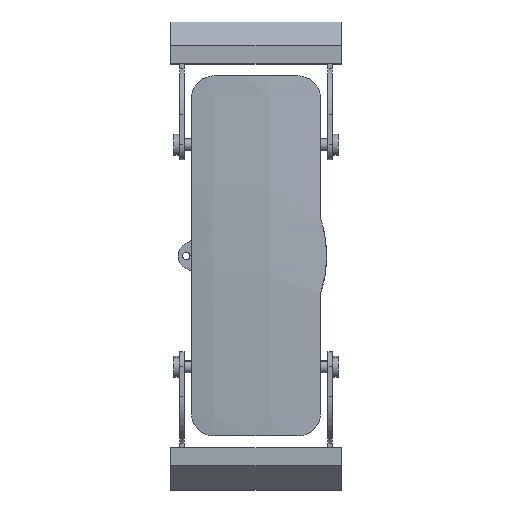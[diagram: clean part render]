
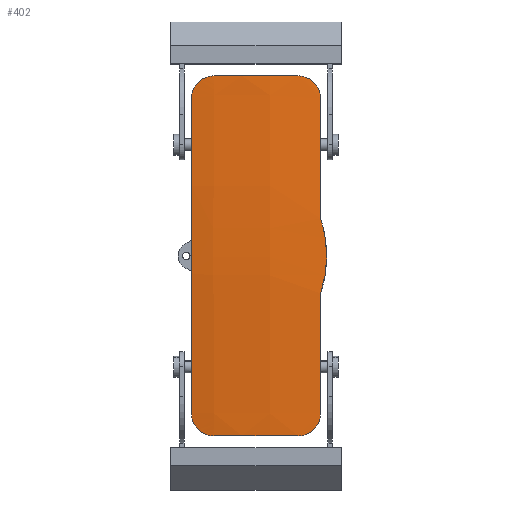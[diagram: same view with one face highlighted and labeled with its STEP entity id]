
A CAD part, top view. The second image highlights one B-rep face of the part: STEP entity #402.
In plain terms, the highlighted face is a revolution surface.
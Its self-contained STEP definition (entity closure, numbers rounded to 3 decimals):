
#352=AXIS2_PLACEMENT_3D('Circle Axis2P3D',#350,#351,$) ;
#377=AXIS2_PLACEMENT_3D('Circle Axis2P3D',#375,#376,$) ;
#222=CARTESIAN_POINT('Vertex',(7.,130.5,30.902)) ;
#236=CARTESIAN_POINT('Vertex',(7.,25.5,30.902)) ;
#240=CARTESIAN_POINT('Control Point',(7.,25.5,30.902)) ;
#241=CARTESIAN_POINT('Control Point',(7.,40.778,31.805)) ;
#242=CARTESIAN_POINT('Control Point',(7.,56.075,32.379)) ;
#243=CARTESIAN_POINT('Control Point',(7.,71.383,32.624)) ;
#244=CARTESIAN_POINT('Control Point',(7.,92.4,32.509)) ;
#245=CARTESIAN_POINT('Control Point',(7.,113.4,31.775)) ;
#246=CARTESIAN_POINT('Control Point',(7.,119.102,31.53)) ;
#247=CARTESIAN_POINT('Control Point',(7.,124.802,31.239)) ;
#248=CARTESIAN_POINT('Control Point',(7.,130.5,30.902)) ;
#305=CARTESIAN_POINT('Control Point',(28.5,17.979,31.996)) ;
#306=CARTESIAN_POINT('Control Point',(28.5,57.934,34.667)) ;
#307=CARTESIAN_POINT('Control Point',(28.5,98.066,34.667)) ;
#308=CARTESIAN_POINT('Control Point',(28.5,138.021,31.996)) ;
#309=CARTESIAN_POINT('Axis1P Location',(28.5,78.,-116.)) ;
#314=CARTESIAN_POINT('Control Point',(50.,25.5,30.902)) ;
#315=CARTESIAN_POINT('Control Point',(50.,38.82,31.689)) ;
#316=CARTESIAN_POINT('Control Point',(50.,52.158,32.176)) ;
#317=CARTESIAN_POINT('Control Point',(50.,65.5,32.363)) ;
#318=CARTESIAN_POINT('Vertex',(50.,25.5,30.902)) ;
#320=CARTESIAN_POINT('Vertex',(50.,65.5,32.363)) ;
#324=CARTESIAN_POINT('Control Point',(50.,65.5,32.363)) ;
#325=CARTESIAN_POINT('Control Point',(52.039,71.526,32.153)) ;
#326=CARTESIAN_POINT('Control Point',(52.768,78.,32.045)) ;
#327=CARTESIAN_POINT('Control Point',(52.039,84.474,32.153)) ;
#328=CARTESIAN_POINT('Control Point',(50.,90.5,32.363)) ;
#329=CARTESIAN_POINT('Vertex',(50.,90.5,32.363)) ;
#333=CARTESIAN_POINT('Control Point',(50.,130.5,30.902)) ;
#334=CARTESIAN_POINT('Control Point',(50.,117.18,31.689)) ;
#335=CARTESIAN_POINT('Control Point',(50.,103.842,32.176)) ;
#336=CARTESIAN_POINT('Control Point',(50.,90.5,32.363)) ;
#337=CARTESIAN_POINT('Vertex',(50.,130.5,30.902)) ;
#341=CARTESIAN_POINT('Control Point',(50.,130.5,30.902)) ;
#342=CARTESIAN_POINT('Control Point',(50.,132.86,30.763)) ;
#343=CARTESIAN_POINT('Control Point',(49.074,135.233,30.75)) ;
#344=CARTESIAN_POINT('Control Point',(47.192,137.088,30.903)) ;
#345=CARTESIAN_POINT('Control Point',(44.846,138.,31.111)) ;
#346=CARTESIAN_POINT('Control Point',(42.5,138.,31.334)) ;
#347=CARTESIAN_POINT('Vertex',(42.5,138.,31.334)) ;
#350=CARTESIAN_POINT('Axis2P3D Location',(28.5,138.,-116.)) ;
#354=CARTESIAN_POINT('Vertex',(14.5,138.,31.334)) ;
#358=CARTESIAN_POINT('Control Point',(7.,130.5,30.902)) ;
#359=CARTESIAN_POINT('Control Point',(7.,132.86,30.763)) ;
#360=CARTESIAN_POINT('Control Point',(7.926,135.233,30.75)) ;
#361=CARTESIAN_POINT('Control Point',(9.808,137.088,30.903)) ;
#362=CARTESIAN_POINT('Control Point',(12.154,138.,31.111)) ;
#363=CARTESIAN_POINT('Control Point',(14.5,138.,31.334)) ;
#366=CARTESIAN_POINT('Control Point',(7.,25.5,30.902)) ;
#367=CARTESIAN_POINT('Control Point',(7.,23.14,30.763)) ;
#368=CARTESIAN_POINT('Control Point',(7.926,20.767,30.75)) ;
#369=CARTESIAN_POINT('Control Point',(9.808,18.912,30.903)) ;
#370=CARTESIAN_POINT('Control Point',(12.154,18.,31.111)) ;
#371=CARTESIAN_POINT('Control Point',(14.5,18.,31.334)) ;
#372=CARTESIAN_POINT('Vertex',(14.5,18.,31.334)) ;
#375=CARTESIAN_POINT('Axis2P3D Location',(28.5,18.,-116.)) ;
#379=CARTESIAN_POINT('Vertex',(42.5,18.,31.334)) ;
#383=CARTESIAN_POINT('Control Point',(50.,25.5,30.902)) ;
#384=CARTESIAN_POINT('Control Point',(50.,23.14,30.763)) ;
#385=CARTESIAN_POINT('Control Point',(49.074,20.767,30.75)) ;
#386=CARTESIAN_POINT('Control Point',(47.192,18.912,30.903)) ;
#387=CARTESIAN_POINT('Control Point',(44.846,18.,31.111)) ;
#388=CARTESIAN_POINT('Control Point',(42.5,18.,31.334)) ;
#310=DIRECTION('Axis1P Direction',(0.,-1.,0.)) ;
#351=DIRECTION('Axis2P3D Direction',(0.,-1.,0.)) ;
#376=DIRECTION('Axis2P3D Direction',(0.,-1.,0.)) ;
#311=AXIS1_PLACEMENT('Revolution Surface Axis1P',#309,#310) ;
#391=ORIENTED_EDGE('',*,*,#322,.T.) ;
#392=ORIENTED_EDGE('',*,*,#331,.T.) ;
#393=ORIENTED_EDGE('',*,*,#339,.F.) ;
#394=ORIENTED_EDGE('',*,*,#349,.F.) ;
#395=ORIENTED_EDGE('',*,*,#356,.T.) ;
#396=ORIENTED_EDGE('',*,*,#364,.F.) ;
#397=ORIENTED_EDGE('',*,*,#249,.F.) ;
#398=ORIENTED_EDGE('',*,*,#374,.F.) ;
#399=ORIENTED_EDGE('',*,*,#381,.F.) ;
#400=ORIENTED_EDGE('',*,*,#389,.F.) ;
#402=ADVANCED_FACE('Hauptk\X2\00F6\X0\rper',(#401),#312,.F.) ;
#239=B_SPLINE_CURVE_WITH_KNOTS('',5,(#240,#241,#242,#243,#244,#245,#246,#247,#248),.UNSPECIFIED.,.F.,.U.,(6,3,6),(10.628,118.848,159.206),.UNSPECIFIED.) ;
#304=B_SPLINE_CURVE_WITH_KNOTS('',3,(#305,#306,#307,#308),.UNSPECIFIED.,.F.,.U.,(4,4),(1353.651,1473.782),.UNSPECIFIED.) ;
#313=B_SPLINE_CURVE_WITH_KNOTS('',3,(#314,#315,#316,#317),.UNSPECIFIED.,.F.,.U.,(4,4),(10.628,67.239),.UNSPECIFIED.) ;
#323=B_SPLINE_CURVE_WITH_KNOTS('',4,(#324,#325,#326,#327,#328),.UNSPECIFIED.,.F.,.U.,(5,5),(0.,35.994),.UNSPECIFIED.) ;
#332=B_SPLINE_CURVE_WITH_KNOTS('',3,(#333,#334,#335,#336),.UNSPECIFIED.,.F.,.U.,(4,4),(10.628,67.239),.UNSPECIFIED.) ;
#340=B_SPLINE_CURVE_WITH_KNOTS('',5,(#341,#342,#343,#344,#345,#346),.UNSPECIFIED.,.F.,.U.,(6,6),(0.,16.717),.UNSPECIFIED.) ;
#357=B_SPLINE_CURVE_WITH_KNOTS('',5,(#358,#359,#360,#361,#362,#363),.UNSPECIFIED.,.F.,.U.,(6,6),(0.,16.717),.UNSPECIFIED.) ;
#365=B_SPLINE_CURVE_WITH_KNOTS('',5,(#366,#367,#368,#369,#370,#371),.UNSPECIFIED.,.F.,.U.,(6,6),(0.,16.717),.UNSPECIFIED.) ;
#382=B_SPLINE_CURVE_WITH_KNOTS('',5,(#383,#384,#385,#386,#387,#388),.UNSPECIFIED.,.F.,.U.,(6,6),(0.,16.717),.UNSPECIFIED.) ;
#353=CIRCLE('generated circle',#352,147.998) ;
#378=CIRCLE('generated circle',#377,147.998) ;
#249=EDGE_CURVE('',#237,#223,#239,.T.) ;
#322=EDGE_CURVE('',#319,#321,#313,.T.) ;
#331=EDGE_CURVE('',#321,#330,#323,.T.) ;
#339=EDGE_CURVE('',#338,#330,#332,.T.) ;
#349=EDGE_CURVE('',#348,#338,#340,.F.) ;
#356=EDGE_CURVE('',#348,#355,#353,.T.) ;
#364=EDGE_CURVE('',#223,#355,#357,.T.) ;
#374=EDGE_CURVE('',#373,#237,#365,.F.) ;
#381=EDGE_CURVE('',#380,#373,#378,.T.) ;
#389=EDGE_CURVE('',#319,#380,#382,.T.) ;
#390=EDGE_LOOP('',(#391,#392,#393,#394,#395,#396,#397,#398,#399,#400)) ;
#401=FACE_OUTER_BOUND('',#390,.T.) ;
#312=SURFACE_OF_REVOLUTION('Surface of Revolution',#304,#311) ;
#223=VERTEX_POINT('',#222) ;
#237=VERTEX_POINT('',#236) ;
#319=VERTEX_POINT('',#318) ;
#321=VERTEX_POINT('',#320) ;
#330=VERTEX_POINT('',#329) ;
#338=VERTEX_POINT('',#337) ;
#348=VERTEX_POINT('',#347) ;
#355=VERTEX_POINT('',#354) ;
#373=VERTEX_POINT('',#372) ;
#380=VERTEX_POINT('',#379) ;
